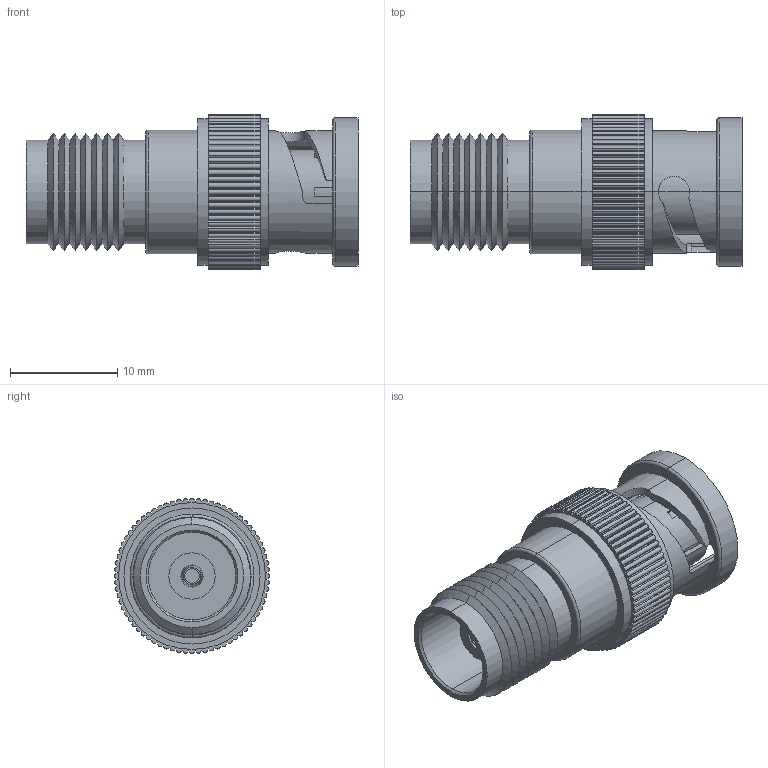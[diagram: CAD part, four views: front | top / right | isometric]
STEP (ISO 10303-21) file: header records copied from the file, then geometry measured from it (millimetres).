
FILE_DESCRIPTION (( 'STEP AP214' ), '1' );
FILE_NAME ('FMAD10082_3D.step', '2025-02-24T20:25:08', ( '' ), ( '' ), 'SwSTEP 2.0', 'SolidWorks 2022', '' );
FILE_SCHEMA (( 'AUTOMOTIVE_DESIGN' ));
Length unit declared in the file: inch
Products named in the file (5): FMAD10082_3D; Copy of BAC836B-74-MA3^FMAD10082; Copy of BAC553-MA1^FMAD10082; Copy of BA71-MA1^FMAD10082_with flange; Copy of BA71-MA2^FMAD10082
Assembly tree (4 placements, depth 2):
  FMAD10082_3D
    Copy of BA71-MA1^FMAD10082_with flange
    Copy of BA71-MA2^FMAD10082
    Copy of BAC836B-74-MA3^FMAD10082
    Copy of BAC553-MA1^FMAD10082
Bounding box: 31 x 14.48 x 14.48 mm (x, y, z)
Volume: 2369.9 mm3; surface area: 3368 mm2
Topology: 4 solids, 4 shells, 458 faces, 1230 edges, 791 vertices
Faces by surface type: plane 211, cylinder 191, cone 44, bspline 8, torus 4
Entity records: 15998 total; most frequent: CARTESIAN_POINT 3150, DIRECTION 2490, ORIENTED_EDGE 2456, EDGE_CURVE 1228, AXIS2_PLACEMENT_3D 873, VERTEX_POINT 791, LINE 744, VECTOR 744
